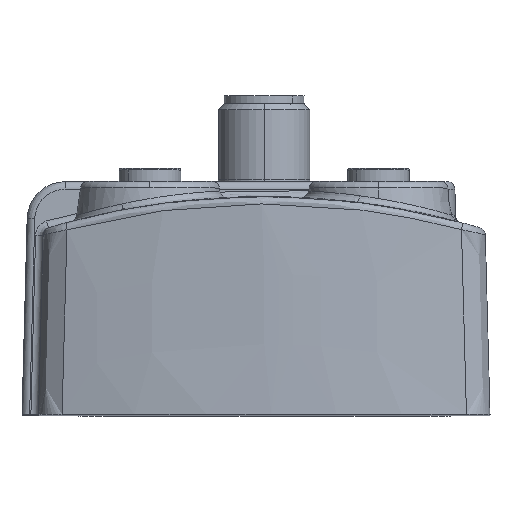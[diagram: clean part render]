
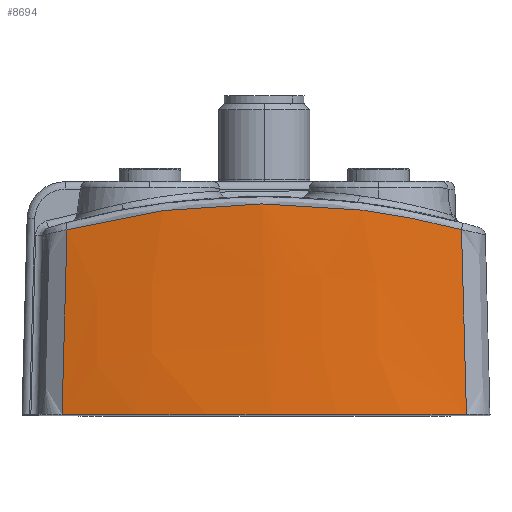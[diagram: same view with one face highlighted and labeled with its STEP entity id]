
A CAD part, top view. The second image highlights one B-rep face of the part: STEP entity #8694.
In plain terms, the highlighted free-form (B-spline) face has degree [3, 3] with [14, 4] control points.
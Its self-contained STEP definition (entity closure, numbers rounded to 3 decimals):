
#1009=CARTESIAN_POINT('',(-25.892,24.24,60.199));
#1026=CARTESIAN_POINT('',(25.893,24.24,60.199));
#1130=CARTESIAN_POINT('',(-26.544,0.,
60.7));
#1561=DIRECTION('',(0.027,0.999,-0.021));
#1562=VECTOR('',#1561,24.254);
#1563=CARTESIAN_POINT('',(-26.544,0.,
60.7));
#1564=LINE('',#1563,#1562);
#1568=CARTESIAN_POINT('',(-25.892,24.24,60.199));
#1569=CARTESIAN_POINT('',(-21.699,25.356,61.126));
#1570=CARTESIAN_POINT('',(-13.203,27.038,62.531));
#1571=CARTESIAN_POINT('',(-3.412,27.696,63.084));
#1572=CARTESIAN_POINT('',(3.237,27.592,62.997));
#1573=CARTESIAN_POINT('',(7.664,27.377,62.816));
#1574=CARTESIAN_POINT('',(15.302,26.624,62.185));
#1575=CARTESIAN_POINT('',(21.698,25.357,61.126));
#1576=CARTESIAN_POINT('',(25.893,24.24,60.199));
#1581=DIRECTION('',(0.027,-0.999,0.021));
#1582=VECTOR('',#1581,24.254);
#1583=CARTESIAN_POINT('',(25.893,24.24,60.199));
#1584=LINE('',#1583,#1582);
#1588=CARTESIAN_POINT('',(26.544,0.,
60.7));
#1589=CARTESIAN_POINT('',(24.788,0.,
61.109));
#1590=CARTESIAN_POINT('',(21.265,0.,61.844));
#1591=CARTESIAN_POINT('',(15.953,0.,
62.698));
#1592=CARTESIAN_POINT('',(10.628,0.,63.306));
#1593=CARTESIAN_POINT('',(5.308,0.,
63.669));
#1594=CARTESIAN_POINT('',(-0.011,0.,
63.789));
#1595=CARTESIAN_POINT('',(-5.3,0.,
63.669));
#1596=CARTESIAN_POINT('',(-10.589,0.,
63.31));
#1597=CARTESIAN_POINT('',(-15.882,0.,
62.708));
#1598=CARTESIAN_POINT('',(-21.188,0.,
61.858));
#1599=CARTESIAN_POINT('',(-24.756,0.,
61.116));
#1600=CARTESIAN_POINT('',(-26.544,0.,
60.7));
#6572=VERTEX_POINT('',#1026);
#6573=VERTEX_POINT('',#1009);
#6600=VERTEX_POINT('',#1130);
#6601=VERTEX_POINT('',#1588);
#8630=CARTESIAN_POINT('',(27.079,-4.24,60.688));
#8631=CARTESIAN_POINT('',(27.021,5.345,60.444));
#8632=CARTESIAN_POINT('',(26.963,14.93,60.2));
#8633=CARTESIAN_POINT('',(26.905,24.515,59.956));
#8634=CARTESIAN_POINT('',(26.909,-4.192,60.727));
#8635=CARTESIAN_POINT('',(26.852,5.393,60.483));
#8636=CARTESIAN_POINT('',(26.794,14.977,60.239));
#8637=CARTESIAN_POINT('',(26.736,24.562,59.995));
#8638=CARTESIAN_POINT('',(22.907,-3.093,61.639));
#8639=CARTESIAN_POINT('',(22.858,6.492,61.393));
#8640=CARTESIAN_POINT('',(22.809,16.077,61.147));
#8641=CARTESIAN_POINT('',(22.76,25.662,60.9));
#8642=CARTESIAN_POINT('',(16.443,-1.737,62.771));
#8643=CARTESIAN_POINT('',(16.408,7.848,62.522));
#8644=CARTESIAN_POINT('',(16.373,17.433,62.274));
#8645=CARTESIAN_POINT('',(16.338,27.018,62.025));
#8646=CARTESIAN_POINT('',(8.758,-0.878,
63.49));
#8647=CARTESIAN_POINT('',(8.74,8.706,63.24));
#8648=CARTESIAN_POINT('',(8.721,18.291,62.99));
#8649=CARTESIAN_POINT('',(8.702,27.876,62.739));
#8650=CARTESIAN_POINT('',(4.394,-0.635,
63.695));
#8651=CARTESIAN_POINT('',(4.384,8.95,63.444));
#8652=CARTESIAN_POINT('',(4.375,18.535,63.193));
#8653=CARTESIAN_POINT('',(4.365,28.12,62.942));
#8654=CARTESIAN_POINT('',(1.879,-0.565,
63.754));
#8655=CARTESIAN_POINT('',(1.875,9.02,63.503));
#8656=CARTESIAN_POINT('',(1.871,18.605,63.252));
#8657=CARTESIAN_POINT('',(1.867,28.19,63.001));
#8658=CARTESIAN_POINT('',(-4.379,-0.507,
63.802));
#8659=CARTESIAN_POINT('',(-4.37,9.078,63.551));
#8660=CARTESIAN_POINT('',(-4.36,18.663,63.3));
#8661=CARTESIAN_POINT('',(-4.351,28.248,63.049));
#8662=CARTESIAN_POINT('',(-12.399,-1.104,
63.3));
#8663=CARTESIAN_POINT('',(-12.372,8.481,63.05));
#8664=CARTESIAN_POINT('',(-12.346,18.066,62.8));
#8665=CARTESIAN_POINT('',(-12.319,27.651,62.55));
#8666=CARTESIAN_POINT('',(-20.868,-2.672,
61.991));
#8667=CARTESIAN_POINT('',(-20.823,6.913,61.744));
#8668=CARTESIAN_POINT('',(-20.778,16.498,61.497));
#8669=CARTESIAN_POINT('',(-20.734,26.083,61.25));
#8670=CARTESIAN_POINT('',(-24.773,-3.619,
61.203));
#8671=CARTESIAN_POINT('',(-24.72,5.966,60.958));
#8672=CARTESIAN_POINT('',(-24.667,15.551,60.713));
#8673=CARTESIAN_POINT('',(-24.614,25.136,60.467));
#8674=CARTESIAN_POINT('',(-26.435,-4.062,
60.835));
#8675=CARTESIAN_POINT('',(-26.378,5.523,60.591));
#8676=CARTESIAN_POINT('',(-26.321,15.108,60.346));
#8677=CARTESIAN_POINT('',(-26.265,24.693,60.102));
#8678=CARTESIAN_POINT('',(-26.909,-4.193,
60.727));
#8679=CARTESIAN_POINT('',(-26.851,5.392,60.483));
#8680=CARTESIAN_POINT('',(-26.794,14.977,60.239));
#8681=CARTESIAN_POINT('',(-26.736,24.562,59.995));
#8682=CARTESIAN_POINT('',(-27.079,-4.24,
60.688));
#8683=CARTESIAN_POINT('',(-27.021,5.345,60.444));
#8684=CARTESIAN_POINT('',(-26.963,14.93,60.2));
#8685=CARTESIAN_POINT('',(-26.905,24.515,59.956));
#8686=B_SPLINE_SURFACE_WITH_KNOTS('',3,3,((#8630,#8631,#8632,#8633),(#8634,
#8635,#8636,#8637),(#8638,#8639,#8640,#8641),(#8642,#8643,#8644,#8645),(#8646,
#8647,#8648,#8649),(#8650,#8651,#8652,#8653),(#8654,#8655,#8656,#8657),(#8658,
#8659,#8660,#8661),(#8662,#8663,#8664,#8665),(#8666,#8667,#8668,#8669),(#8670,
#8671,#8672,#8673),(#8674,#8675,#8676,#8677),(#8678,#8679,#8680,#8681),(#8682,
#8683,#8684,#8685)),.UNSPECIFIED.,.F.,.F.,.F.,(4,1,1,1,1,1,1,1,1,1,1,4),(4,4),(
-0.01,0.,0.224,0.362,0.431,
0.465,0.5,0.776,0.913,
0.982,1.,1.01),(0.,1.),
.UNSPECIFIED.);
#8688=ORIENTED_EDGE('',*,*,#8687,.T.);
#8689=ORIENTED_EDGE('',*,*,#7991,.T.);
#8690=ORIENTED_EDGE('',*,*,#8622,.T.);
#8691=ORIENTED_EDGE('',*,*,#8179,.T.);
#8692=EDGE_LOOP('',(#8688,#8689,#8690,#8691));
#8693=FACE_OUTER_BOUND('',#8692,.F.);
#8694=ADVANCED_FACE('',(#8693),#8686,.F.);
#1577=B_SPLINE_CURVE_WITH_KNOTS('',3,(#1568,#1569,#1570,#1571,#1572,#1573,#1574,
#1575,#1576),.UNSPECIFIED.,.F.,.F.,(4,1,1,1,1,1,4),(0.,0.25,
0.5,0.562,0.625,0.75,1.),
.UNSPECIFIED.);
#1601=B_SPLINE_CURVE_WITH_KNOTS('',3,(#1588,#1589,#1590,#1591,#1592,#1593,#1594,
#1595,#1596,#1597,#1598,#1599,#1600),.UNSPECIFIED.,.F.,.F.,(4,1,1,1,1,1,1,1,1,1,
4),(0.,0.1,0.2,0.3,0.4,0.5,0.6,0.7,0.8,0.9,1.),
.UNSPECIFIED.);
#7991=EDGE_CURVE('',#6573,#6572,#1577,.T.);
#8179=EDGE_CURVE('',#6601,#6600,#1601,.T.);
#8622=EDGE_CURVE('',#6572,#6601,#1584,.T.);
#8687=EDGE_CURVE('',#6600,#6573,#1564,.T.);
